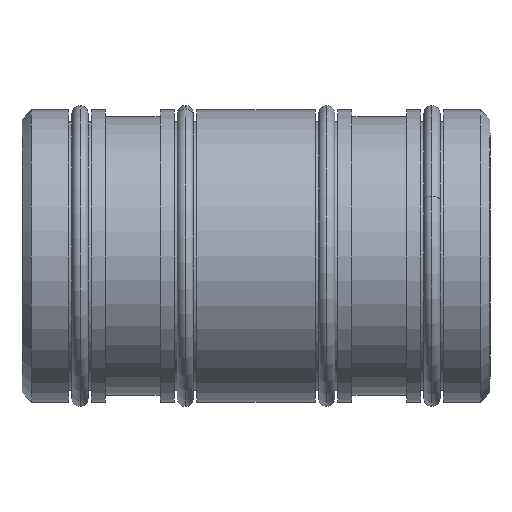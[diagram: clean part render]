
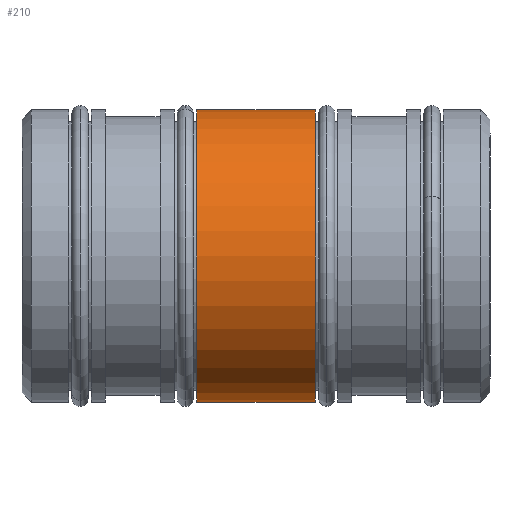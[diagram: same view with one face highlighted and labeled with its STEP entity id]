
A CAD part, left-side view. The second image highlights one B-rep face of the part: STEP entity #210.
In plain terms, the highlighted cylindrical face has radius 15.875 mm (diameter 31.75 mm), a partial arc.
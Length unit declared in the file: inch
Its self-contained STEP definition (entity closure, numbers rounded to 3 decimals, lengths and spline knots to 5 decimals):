
#49 = CIRCLE ( 'NONE', #1923, 0.625 ) ;
#68 = VERTEX_POINT ( 'NONE', #2094 ) ;
#177 = CARTESIAN_POINT ( 'NONE',  ( 0., -1., 0.625 ) ) ;
#210 = ADVANCED_FACE ( 'NONE', ( #1687 ), #732, .T. ) ;
#251 = CARTESIAN_POINT ( 'NONE',  ( 0., 0.254, 0. ) ) ;
#425 = DIRECTION ( 'NONE',  ( 0., 0., -1. ) ) ;
#479 = ORIENTED_EDGE ( 'NONE', *, *, #1138, .F. ) ;
#491 = EDGE_CURVE ( 'NONE', #992, #863, #1716, .T. ) ;
#639 = CARTESIAN_POINT ( 'NONE',  ( 0., -1., 0. ) ) ;
#648 = ORIENTED_EDGE ( 'NONE', *, *, #491, .T. ) ;
#673 = DIRECTION ( 'NONE',  ( 0., -1., 0. ) ) ;
#700 = CARTESIAN_POINT ( 'NONE',  ( 0., -0.254, 0. ) ) ;
#732 = CYLINDRICAL_SURFACE ( 'NONE', #1440, 0.625 ) ;
#861 = ORIENTED_EDGE ( 'NONE', *, *, #1950, .F. ) ;
#863 = VERTEX_POINT ( 'NONE', #1362 ) ;
#873 = CARTESIAN_POINT ( 'NONE',  ( 0., -0.254, -0.625 ) ) ;
#882 = DIRECTION ( 'NONE',  ( 0., 0., -1. ) ) ;
#930 = VECTOR ( 'NONE', #1760, 39.37008 ) ;
#992 = VERTEX_POINT ( 'NONE', #2237 ) ;
#1138 = EDGE_CURVE ( 'NONE', #992, #68, #1437, .T. ) ;
#1153 = AXIS2_PLACEMENT_3D ( 'NONE', #251, #1493, #425 ) ;
#1173 = ORIENTED_EDGE ( 'NONE', *, *, #1904, .T. ) ;
#1362 = CARTESIAN_POINT ( 'NONE',  ( 0., 0.254, -0.625 ) ) ;
#1405 = EDGE_LOOP ( 'NONE', ( #479, #648, #1173, #861 ) ) ;
#1413 = LINE ( 'NONE', #2263, #930 ) ;
#1437 = LINE ( 'NONE', #177, #2251 ) ;
#1440 = AXIS2_PLACEMENT_3D ( 'NONE', #639, #673, #1562 ) ;
#1493 = DIRECTION ( 'NONE',  ( 0., -1., 0. ) ) ;
#1562 = DIRECTION ( 'NONE',  ( 0., 0., -1. ) ) ;
#1687 = FACE_OUTER_BOUND ( 'NONE', #1405, .T. ) ;
#1716 = CIRCLE ( 'NONE', #1153, 0.625 ) ;
#1760 = DIRECTION ( 'NONE',  ( 0., -1., 0. ) ) ;
#1904 = EDGE_CURVE ( 'NONE', #863, #1916, #1413, .T. ) ;
#1916 = VERTEX_POINT ( 'NONE', #873 ) ;
#1923 = AXIS2_PLACEMENT_3D ( 'NONE', #700, #1944, #882 ) ;
#1944 = DIRECTION ( 'NONE',  ( 0., -1., 0. ) ) ;
#1950 = EDGE_CURVE ( 'NONE', #68, #1916, #49, .T. ) ;
#2094 = CARTESIAN_POINT ( 'NONE',  ( 0., -0.254, 0.625 ) ) ;
#2098 = DIRECTION ( 'NONE',  ( 0., -1., 0. ) ) ;
#2237 = CARTESIAN_POINT ( 'NONE',  ( 0., 0.254, 0.625 ) ) ;
#2251 = VECTOR ( 'NONE', #2098, 39.37008 ) ;
#2263 = CARTESIAN_POINT ( 'NONE',  ( 0., -1., -0.625 ) ) ;
